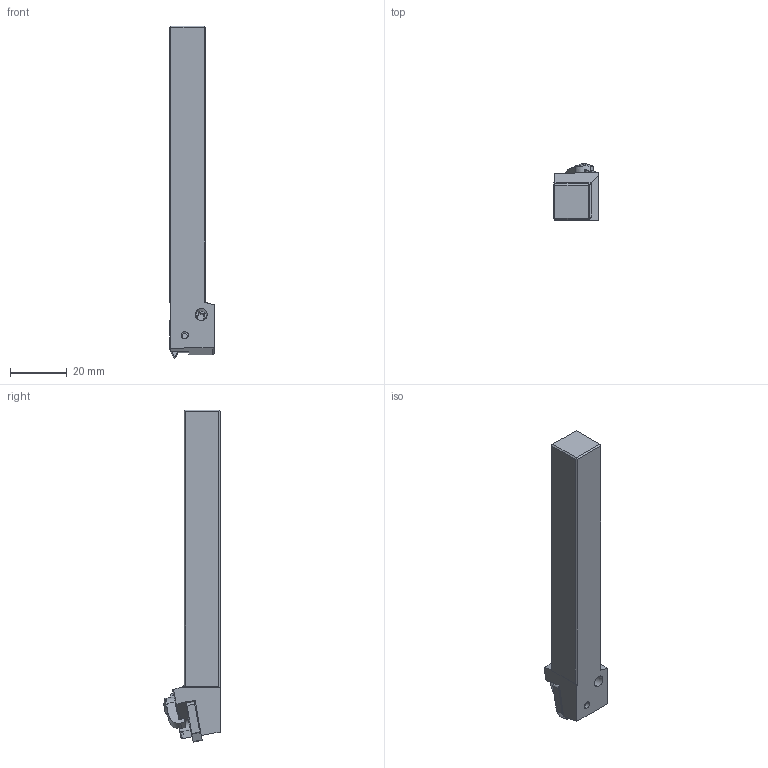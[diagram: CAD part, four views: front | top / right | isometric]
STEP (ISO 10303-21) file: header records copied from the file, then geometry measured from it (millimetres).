
FILE_DESCRIPTION(/* description */ (''),/* implementation_level */ '2;1');
FILE_NAME(/* name */ 'MMTER-083SM.stp',/* time_stamp */ '2021-04-05T08:19:28+09:00',/* author */ (''),/* organization */ (''),/* preprocessor_version */ 'ST-DEVELOPER v16',/* originating_system */ 'SIEMENS PLM Software NX 10.0',/* authorisation */ '');
FILE_SCHEMA (('AUTOMOTIVE_DESIGN { 1 0 10303 214 3 1 1 1 }'));
Length unit declared in the file: millimetre
Products named in the file (1): MMTER-083SM_ASM
Bounding box: 15.88 x 19.93 x 117.38 mm (x, y, z)
Volume: 19441 mm3; surface area: 7968.4 mm2
Topology: 6 solids, 6 shells, 202 faces, 569 edges, 384 vertices
Faces by surface type: plane 98, cylinder 74, cone 24, torus 6
Entity records: 7091 total; most frequent: CARTESIAN_POINT 1466, DIRECTION 1206, ORIENTED_EDGE 1134, EDGE_CURVE 567, AXIS2_PLACEMENT_3D 451, VERTEX_POINT 381, LINE 304, VECTOR 304
